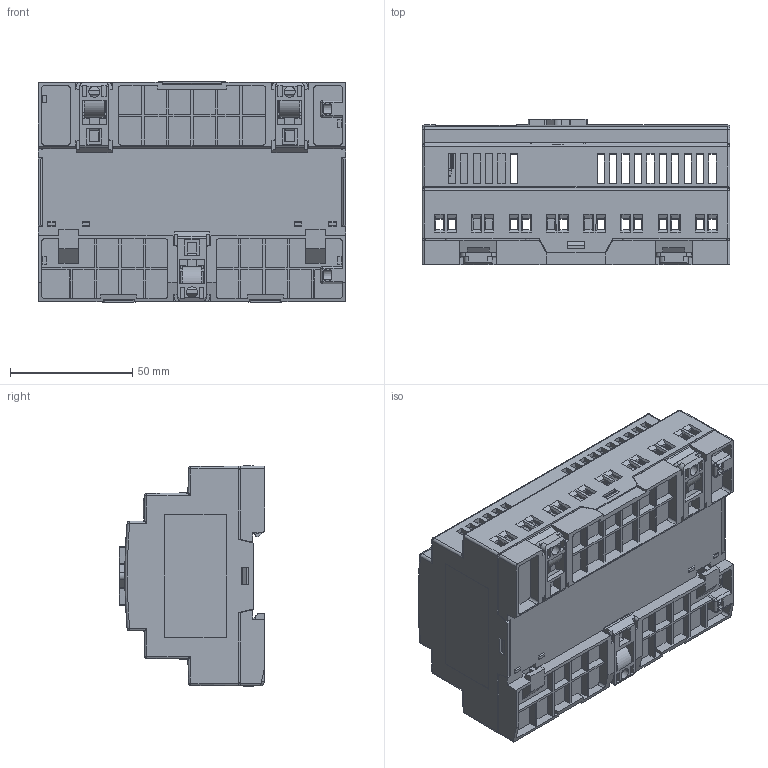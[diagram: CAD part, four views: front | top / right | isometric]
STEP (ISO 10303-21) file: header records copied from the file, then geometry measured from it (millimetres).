
FILE_DESCRIPTION (( 'STEP AP203' ), '1' );
FILE_NAME ('SMT-20 Point.STEP', '2016-04-05T07:46:08', ( 'IMO' ), ( '' ), 'SwSTEP 2.0', 'SolidWorks 2011', '' );
FILE_SCHEMA (( 'CONFIG_CONTROL_DESIGN' ));
Products named in the file (10): SMT-20 Point; SMT Memory Pack Assembly; SMT Memory Pack Dummy Uppoer Cover; SMT Memory Pack Dummy Connector; SMT Memory Pack Dummy Lower Cover; SMT Dummy Screen; SMT Dummy Keypad; SMT DIN Clip; SMT-20 Point Dummy Upper Cover; SMT-20 Point Dummy Lower Cover
Assembly tree (11 placements, depth 3):
  SMT-20 Point
    SMT DIN Clip  x3
    SMT-20 Point Dummy Upper Cover
    SMT Memory Pack Assembly
      SMT Memory Pack Dummy Uppoer Cover
      SMT Memory Pack Dummy Connector
      SMT Memory Pack Dummy Lower Cover
    SMT-20 Point Dummy Lower Cover
    SMT Dummy Screen
    SMT Dummy Keypad
Bounding box: 126 x 59.6 x 90.1 mm (x, y, z)
Volume: 103723.1 mm3; surface area: 126371.6 mm2
Topology: 10 solids, 10 shells, 3424 faces, 9364 edges, 5913 vertices
Faces by surface type: plane 2338, cylinder 720, cone 139, bspline 115, sphere 101, torus 11
Entity records: 105289 total; most frequent: CARTESIAN_POINT 23633, ORIENTED_EDGE 17646, DIRECTION 15454, EDGE_CURVE 8823, LINE 6686, VECTOR 6686, VERTEX_POINT 5615, AXIS2_PLACEMENT_3D 4384
